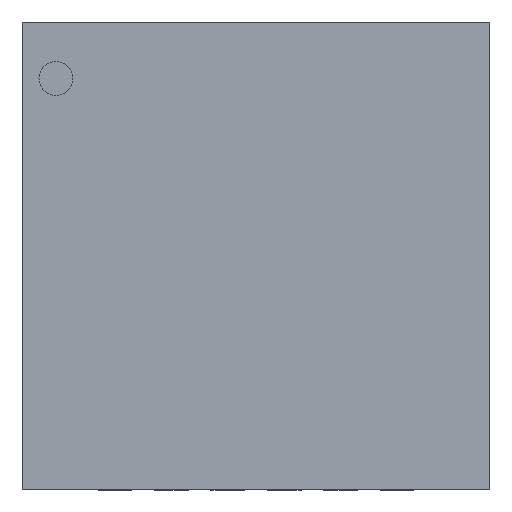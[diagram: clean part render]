
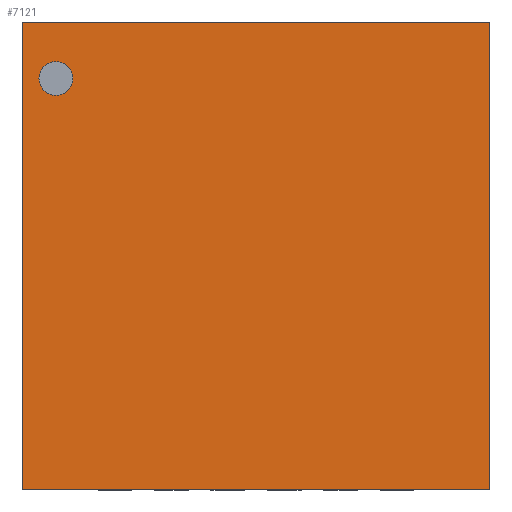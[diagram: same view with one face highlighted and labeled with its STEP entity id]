
A CAD part, top view. The second image highlights one B-rep face of the part: STEP entity #7121.
In plain terms, the highlighted free-form (B-spline) face has degree [1, 1] with [2, 2] control points.
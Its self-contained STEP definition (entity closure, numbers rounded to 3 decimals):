
#3847=CARTESIAN_POINT('',(-1.625,1.575,0.9));
#3848=VERTEX_POINT('',#3847);
#3857=CARTESIAN_POINT('',(-1.925,1.575,0.9));
#3858=VERTEX_POINT('',#3857);
#3859=CARTESIAN_POINT('',(-1.775,1.575,0.9));
#3860=DIRECTION('',(0.0,0.0,-1.0));
#3861=DIRECTION('',(1.0,0.0,0.0));
#3862=AXIS2_PLACEMENT_3D('',#3859,#3860,#3861);
#3863=CIRCLE('',#3862,0.15);
#3864=EDGE_CURVE('',#3858,#3848,#3863,.T.);
#3898=CARTESIAN_POINT('',(-1.775,1.575,0.9));
#3899=DIRECTION('',(0.0,0.0,-1.0));
#3900=DIRECTION('',(1.0,0.0,0.0));
#3901=AXIS2_PLACEMENT_3D('',#3898,#3899,#3900);
#3902=CIRCLE('',#3901,0.15);
#3903=EDGE_CURVE('',#3848,#3858,#3902,.T.);
#7078=CARTESIAN_POINT('',(-2.075,-2.075,0.9));
#7079=CARTESIAN_POINT('',(2.075,-2.075,0.9));
#7080=CARTESIAN_POINT('',(-2.075,2.075,0.9));
#7081=CARTESIAN_POINT('',(2.075,2.075,0.9));
#7082=B_SPLINE_SURFACE_WITH_KNOTS('',1,1,((#7078,#7080),(#7079,#7081)),.UNSPECIFIED.,.F.,.F.,.U.,(2,2),(2,2),(0.0,4.15),(0.0,4.15),.UNSPECIFIED.);
#7083=CARTESIAN_POINT('',(2.075,2.075,0.9));
#7084=VERTEX_POINT('',#7083);
#7085=CARTESIAN_POINT('',(2.075,-2.075,0.9));
#7086=VERTEX_POINT('',#7085);
#7087=CARTESIAN_POINT('',(2.075,2.075,0.9));
#7088=DIRECTION('',(0.0,-1.0,0.0));
#7089=VECTOR('',#7088,4.15);
#7090=LINE('',#7087,#7089);
#7091=EDGE_CURVE('',#7084,#7086,#7090,.T.);
#7092=ORIENTED_EDGE('',*,*,#7091,.F.);
#7093=CARTESIAN_POINT('',(-2.075,2.075,0.9));
#7094=VERTEX_POINT('',#7093);
#7095=CARTESIAN_POINT('',(-2.075,2.075,0.9));
#7096=DIRECTION('',(1.0,0.0,0.0));
#7097=VECTOR('',#7096,4.15);
#7098=LINE('',#7095,#7097);
#7099=EDGE_CURVE('',#7094,#7084,#7098,.T.);
#7100=ORIENTED_EDGE('',*,*,#7099,.F.);
#7101=CARTESIAN_POINT('',(-2.075,-2.075,0.9));
#7102=VERTEX_POINT('',#7101);
#7103=CARTESIAN_POINT('',(-2.075,-2.075,0.9));
#7104=DIRECTION('',(0.0,1.0,0.0));
#7105=VECTOR('',#7104,4.15);
#7106=LINE('',#7103,#7105);
#7107=EDGE_CURVE('',#7102,#7094,#7106,.T.);
#7108=ORIENTED_EDGE('',*,*,#7107,.F.);
#7109=CARTESIAN_POINT('',(2.075,-2.075,0.9));
#7110=DIRECTION('',(-1.0,0.0,0.0));
#7111=VECTOR('',#7110,4.15);
#7112=LINE('',#7109,#7111);
#7113=EDGE_CURVE('',#7086,#7102,#7112,.T.);
#7114=ORIENTED_EDGE('',*,*,#7113,.F.);
#7115=EDGE_LOOP('',(#7092,#7100,#7108,#7114));
#7116=FACE_OUTER_BOUND('',#7115,.T.);
#7117=ORIENTED_EDGE('',*,*,#3903,.T.);
#7118=ORIENTED_EDGE('',*,*,#3864,.T.);
#7119=EDGE_LOOP('',(#7117,#7118));
#7120=FACE_BOUND('',#7119,.T.);
#7121=ADVANCED_FACE('',(#7116,#7120),#7082,.T.);
